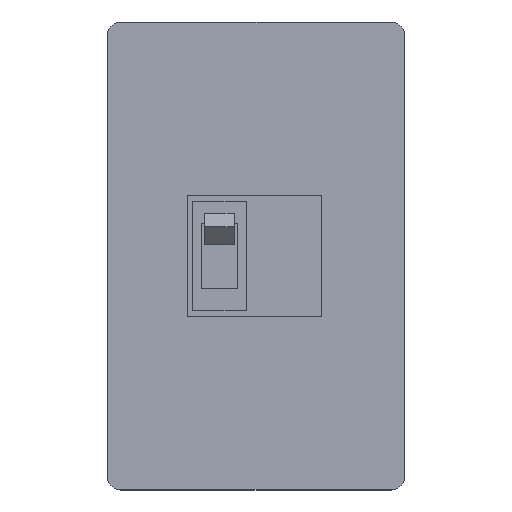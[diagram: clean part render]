
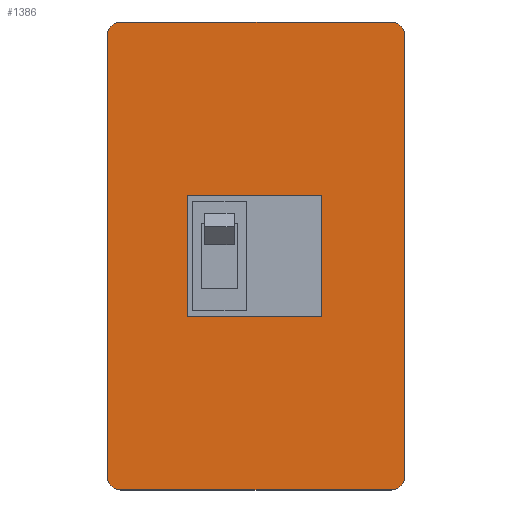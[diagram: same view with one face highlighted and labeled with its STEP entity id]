
A CAD part, top view. The second image highlights one B-rep face of the part: STEP entity #1386.
In plain terms, the highlighted planar face has unit normal (0, 0, 1).
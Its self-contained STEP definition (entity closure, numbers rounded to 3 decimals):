
#293 = CARTESIAN_POINT ( 'NONE',  ( -55.5, 96., 15. ) ) ;
#365 = VECTOR ( 'NONE', #2089, 1000. ) ;
#583 = EDGE_CURVE ( 'NONE', #12138, #11066, #12089, .T. ) ;
#585 = ORIENTED_EDGE ( 'NONE', *, *, #9506, .T. ) ;
#609 = DIRECTION ( 'NONE',  ( 0., 1., 0. ) ) ;
#810 = DIRECTION ( 'NONE',  ( 1., 0., 0. ) ) ;
#925 = LINE ( 'NONE', #11914, #10705 ) ;
#1028 = EDGE_CURVE ( 'NONE', #8310, #12117, #10625, .T. ) ;
#1084 = CARTESIAN_POINT ( 'NONE',  ( -61., -90.5, 15. ) ) ;
#1322 = EDGE_CURVE ( 'NONE', #10929, #5478, #11458, .T. ) ;
#1381 = EDGE_CURVE ( 'NONE', #8457, #3718, #8646, .T. ) ;
#1386 = ADVANCED_FACE ( 'NONE', ( #9226, #6124 ), #4057, .T. ) ;
#1585 = VERTEX_POINT ( 'NONE', #3332 ) ;
#1916 = EDGE_CURVE ( 'NONE', #10790, #4901, #4181, .T. ) ;
#2081 = ORIENTED_EDGE ( 'NONE', *, *, #1381, .F. ) ;
#2089 = DIRECTION ( 'NONE',  ( 0., 1., 0. ) ) ;
#2093 = CARTESIAN_POINT ( 'NONE',  ( 61., 90.5, 15. ) ) ;
#2230 = ORIENTED_EDGE ( 'NONE', *, *, #1322, .T. ) ;
#2287 = CARTESIAN_POINT ( 'NONE',  ( 0., 0., 15. ) ) ;
#2351 = VECTOR ( 'NONE', #810, 1000. ) ;
#2810 = CARTESIAN_POINT ( 'NONE',  ( 55.5, -90.5, 15. ) ) ;
#2917 = LINE ( 'NONE', #6779, #365 ) ;
#3332 = CARTESIAN_POINT ( 'NONE',  ( 55.5, -96., 15. ) ) ;
#3361 = CARTESIAN_POINT ( 'NONE',  ( 27., 25., 15. ) ) ;
#3602 = VECTOR ( 'NONE', #4284, 1000. ) ;
#3652 = CARTESIAN_POINT ( 'NONE',  ( -61., 90.5, 15. ) ) ;
#3718 = VERTEX_POINT ( 'NONE', #4884 ) ;
#3721 = EDGE_CURVE ( 'NONE', #11066, #8457, #2917, .T. ) ;
#3751 = DIRECTION ( 'NONE',  ( 1., 0., 0. ) ) ;
#3843 = ORIENTED_EDGE ( 'NONE', *, *, #8531, .T. ) ;
#3956 = VECTOR ( 'NONE', #4542, 1000. ) ;
#4057 = PLANE ( 'NONE',  #11588 ) ;
#4109 = EDGE_CURVE ( 'NONE', #4901, #1585, #7891, .T. ) ;
#4181 = CIRCLE ( 'NONE', #9619, 5.5 ) ;
#4192 = CARTESIAN_POINT ( 'NONE',  ( 55.5, 90.5, 15. ) ) ;
#4226 = DIRECTION ( 'NONE',  ( 0., 0., 1. ) ) ;
#4242 = LINE ( 'NONE', #11175, #3956 ) ;
#4284 = DIRECTION ( 'NONE',  ( -1., 0., 0. ) ) ;
#4542 = DIRECTION ( 'NONE',  ( 0., 1., 0. ) ) ;
#4884 = CARTESIAN_POINT ( 'NONE',  ( -28.3, 25., 15. ) ) ;
#4901 = VERTEX_POINT ( 'NONE', #10338 ) ;
#5063 = DIRECTION ( 'NONE',  ( 1., 0., 0. ) ) ;
#5199 = DIRECTION ( 'NONE',  ( 0., 0., 1. ) ) ;
#5440 = EDGE_CURVE ( 'NONE', #12138, #3718, #4242, .T. ) ;
#5478 = VERTEX_POINT ( 'NONE', #3652 ) ;
#5739 = LINE ( 'NONE', #9178, #10477 ) ;
#5826 = VERTEX_POINT ( 'NONE', #6245 ) ;
#5897 = AXIS2_PLACEMENT_3D ( 'NONE', #6050, #9108, #10178 ) ;
#5967 = DIRECTION ( 'NONE',  ( 1., 0., 0. ) ) ;
#6030 = CARTESIAN_POINT ( 'NONE',  ( -61., 96., 15. ) ) ;
#6050 = CARTESIAN_POINT ( 'NONE',  ( -55.5, 90.5, 15. ) ) ;
#6124 = FACE_OUTER_BOUND ( 'NONE', #8470, .T. ) ;
#6245 = CARTESIAN_POINT ( 'NONE',  ( 61., -90.5, 15. ) ) ;
#6484 = ORIENTED_EDGE ( 'NONE', *, *, #1916, .T. ) ;
#6737 = CARTESIAN_POINT ( 'NONE',  ( -28.3, -25., 15. ) ) ;
#6779 = CARTESIAN_POINT ( 'NONE',  ( 26.7, -25., 15. ) ) ;
#7012 = DIRECTION ( 'NONE',  ( 0., -1., 0. ) ) ;
#7170 = EDGE_CURVE ( 'NONE', #5478, #10790, #11096, .T. ) ;
#7530 = ORIENTED_EDGE ( 'NONE', *, *, #11094, .T. ) ;
#7891 = LINE ( 'NONE', #11818, #10124 ) ;
#7893 = CARTESIAN_POINT ( 'NONE',  ( 26.7, 25., 15. ) ) ;
#8117 = ORIENTED_EDGE ( 'NONE', *, *, #1028, .T. ) ;
#8287 = VECTOR ( 'NONE', #7012, 1000. ) ;
#8310 = VERTEX_POINT ( 'NONE', #2093 ) ;
#8457 = VERTEX_POINT ( 'NONE', #7893 ) ;
#8470 = EDGE_LOOP ( 'NONE', ( #10651, #6484, #10137, #585, #7530, #8117, #3843, #2230 ) ) ;
#8531 = EDGE_CURVE ( 'NONE', #12117, #10929, #5739, .T. ) ;
#8646 = LINE ( 'NONE', #3361, #3602 ) ;
#8984 = CIRCLE ( 'NONE', #9617, 5.5 ) ;
#9108 = DIRECTION ( 'NONE',  ( 0., 0., 1. ) ) ;
#9178 = CARTESIAN_POINT ( 'NONE',  ( -61., 96., 15. ) ) ;
#9226 = FACE_BOUND ( 'NONE', #12082, .T. ) ;
#9406 = DIRECTION ( 'NONE',  ( 0., 0., 1. ) ) ;
#9506 = EDGE_CURVE ( 'NONE', #1585, #5826, #8984, .T. ) ;
#9617 = AXIS2_PLACEMENT_3D ( 'NONE', #2810, #9406, #3751 ) ;
#9619 = AXIS2_PLACEMENT_3D ( 'NONE', #9800, #9956, #9993 ) ;
#9800 = CARTESIAN_POINT ( 'NONE',  ( -55.5, -90.5, 15. ) ) ;
#9955 = DIRECTION ( 'NONE',  ( 1., 0., 0. ) ) ;
#9956 = DIRECTION ( 'NONE',  ( 0., 0., 1. ) ) ;
#9993 = DIRECTION ( 'NONE',  ( 1., 0., 0. ) ) ;
#10124 = VECTOR ( 'NONE', #9955, 1000. ) ;
#10137 = ORIENTED_EDGE ( 'NONE', *, *, #4109, .T. ) ;
#10178 = DIRECTION ( 'NONE',  ( 1., 0., 0. ) ) ;
#10299 = CARTESIAN_POINT ( 'NONE',  ( -27., -25., 15. ) ) ;
#10338 = CARTESIAN_POINT ( 'NONE',  ( -55.5, -96., 15. ) ) ;
#10466 = CARTESIAN_POINT ( 'NONE',  ( 55.5, 96., 15. ) ) ;
#10477 = VECTOR ( 'NONE', #11117, 1000. ) ;
#10625 = CIRCLE ( 'NONE', #11437, 5.5 ) ;
#10651 = ORIENTED_EDGE ( 'NONE', *, *, #7170, .T. ) ;
#10705 = VECTOR ( 'NONE', #609, 1000. ) ;
#10790 = VERTEX_POINT ( 'NONE', #1084 ) ;
#10929 = VERTEX_POINT ( 'NONE', #293 ) ;
#11066 = VERTEX_POINT ( 'NONE', #11849 ) ;
#11094 = EDGE_CURVE ( 'NONE', #5826, #8310, #925, .T. ) ;
#11096 = LINE ( 'NONE', #6030, #8287 ) ;
#11117 = DIRECTION ( 'NONE',  ( -1., 0., 0. ) ) ;
#11175 = CARTESIAN_POINT ( 'NONE',  ( -28.3, -25., 15. ) ) ;
#11269 = ORIENTED_EDGE ( 'NONE', *, *, #583, .F. ) ;
#11437 = AXIS2_PLACEMENT_3D ( 'NONE', #4192, #4226, #5063 ) ;
#11458 = CIRCLE ( 'NONE', #5897, 5.5 ) ;
#11588 = AXIS2_PLACEMENT_3D ( 'NONE', #2287, #5199, #5967 ) ;
#11770 = ORIENTED_EDGE ( 'NONE', *, *, #3721, .F. ) ;
#11818 = CARTESIAN_POINT ( 'NONE',  ( -61., -96., 15. ) ) ;
#11849 = CARTESIAN_POINT ( 'NONE',  ( 26.7, -25., 15. ) ) ;
#11914 = CARTESIAN_POINT ( 'NONE',  ( 61., 96., 15. ) ) ;
#11977 = ORIENTED_EDGE ( 'NONE', *, *, #5440, .T. ) ;
#12082 = EDGE_LOOP ( 'NONE', ( #11269, #11977, #2081, #11770 ) ) ;
#12089 = LINE ( 'NONE', #10299, #2351 ) ;
#12117 = VERTEX_POINT ( 'NONE', #10466 ) ;
#12138 = VERTEX_POINT ( 'NONE', #6737 ) ;
